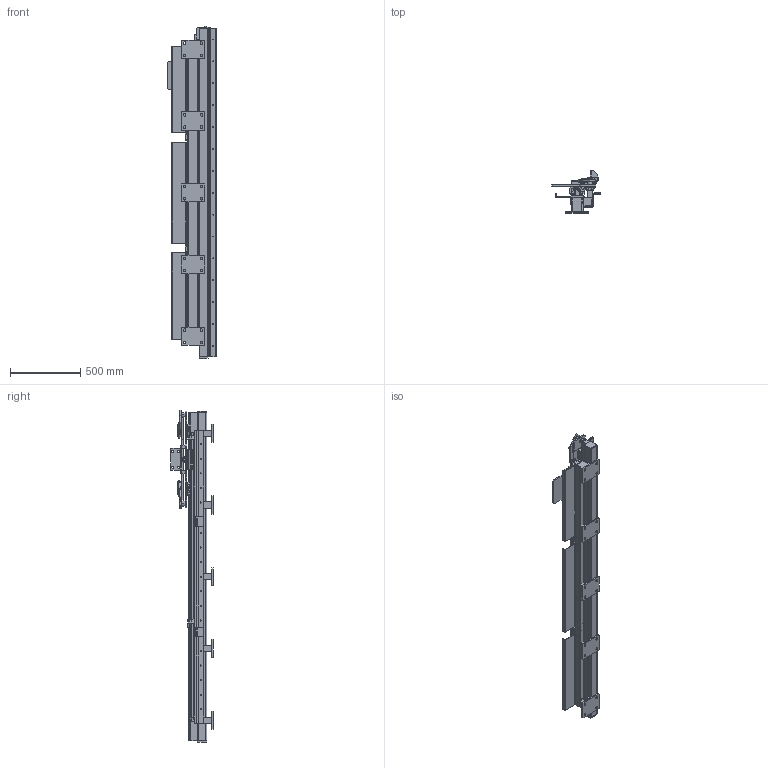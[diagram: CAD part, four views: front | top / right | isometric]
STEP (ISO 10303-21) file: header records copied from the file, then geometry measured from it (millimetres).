
FILE_DESCRIPTION(('FreeCAD Model'),'2;1');
FILE_NAME('Open CASCADE Shape Model','2025-05-04T08:09:12',('FreeCAD'),( 'FreeCAD'),'Open CASCADE STEP processor 7.6','FreeCAD','Unknown');
FILE_SCHEMA(('AUTOMOTIVE_DESIGN { 1 0 10303 214 1 1 1 1 }'));
Products named in the file (1): Open CASCADE STEP translator 7.6 1
Bounding box: 347.45 x 301.21 x 2359.53 mm (x, y, z)
Volume: 23929372.3 mm3; surface area: 6146750.8 mm2
Topology: 71 solids, 71 shells, 2932 faces, 7861 edges, 5102 vertices
Faces by surface type: bspline 2932
Entity records: 104540 total; most frequent: CARTESIAN_POINT 58367, ORIENTED_EDGE 15510, EDGE_CURVE 7755, B_SPLINE_CURVE_WITH_KNOTS 5914, VERTEX_POINT 5102, FACE_BOUND 3627, EDGE_LOOP 3627, ADVANCED_FACE 2932
